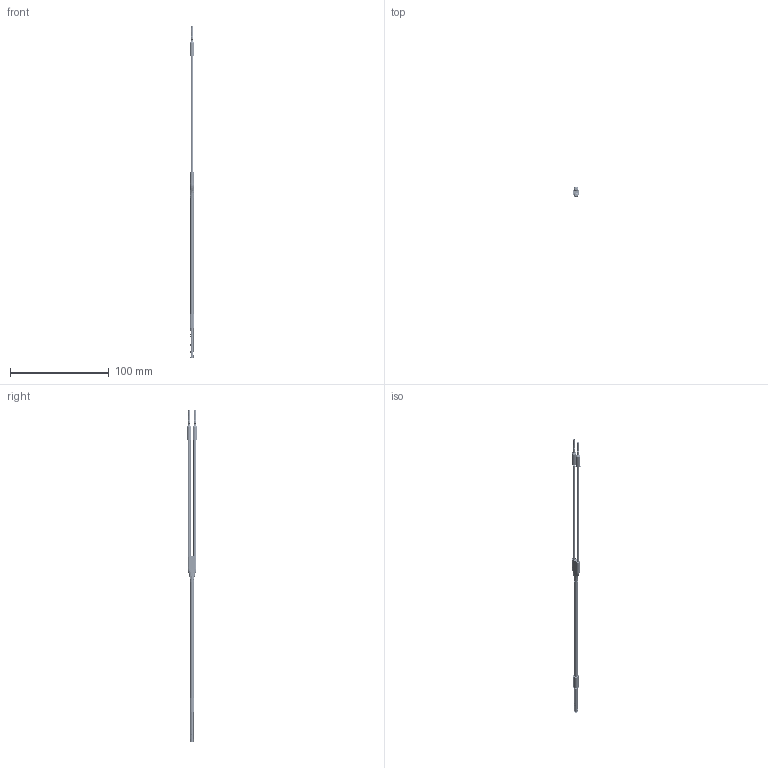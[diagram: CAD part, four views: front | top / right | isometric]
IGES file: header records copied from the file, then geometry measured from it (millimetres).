
Start section:  PTC IGES file: 194043.igs
Global section: file name: 194043.igs; native system: Creo Parametric by Parametric Technology Corporation; preprocessor: 2016010; author: pdmadmin; organization: Unknown; date: 20160426.103439; units: millimetre
Bounding box: 5.96 x 10.29 x 336.29 mm (x, y, z)
Volume: 1809.9 mm3; surface area: 71184.8 mm2
Topology: 14 solids, 14 shells, 2220 faces, 10644 edges, 13515 vertices
Faces by surface type: revolution 1704, bspline 516
